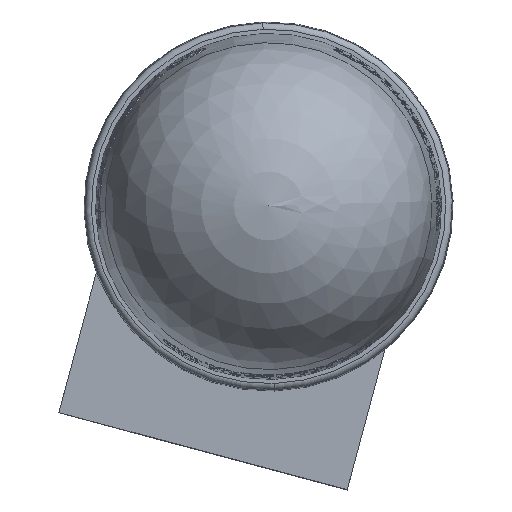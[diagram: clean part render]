
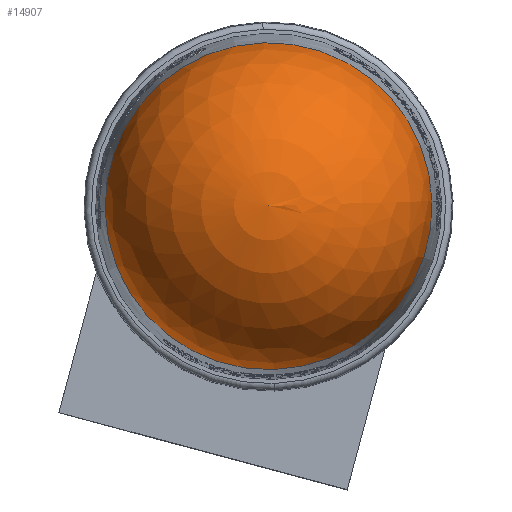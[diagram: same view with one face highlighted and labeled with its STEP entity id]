
A CAD part, top view. The second image highlights one B-rep face of the part: STEP entity #14907.
In plain terms, the highlighted spherical face has radius 25.283 mm.
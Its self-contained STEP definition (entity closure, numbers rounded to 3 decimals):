
#2327 = CARTESIAN_POINT ( 'NONE',  ( -25.182, -0.782, 30.683 ) ) ;
#3322 = CARTESIAN_POINT ( 'NONE',  ( 0., 0., 30.683 ) ) ;
#3377 = DIRECTION ( 'NONE',  ( 1., 0.031, 0. ) ) ;
#5575 = DIRECTION ( 'NONE',  ( 1., 0.031, 0. ) ) ;
#7775 = CARTESIAN_POINT ( 'NONE',  ( 0., 0., 28.567 ) ) ;
#9693 = SPHERICAL_SURFACE ( 'NONE', #18553, 25.283 ) ;
#11161 = DIRECTION ( 'NONE',  ( 0., 0., -1. ) ) ;
#14522 = ORIENTED_EDGE ( 'NONE', *, *, #19106, .F. ) ;
#14907 = ADVANCED_FACE ( 'NONE', ( #23675 ), #9693, .T. ) ;
#16743 = DIRECTION ( 'NONE',  ( 0., 0., 1. ) ) ;
#18225 = AXIS2_PLACEMENT_3D ( 'NONE', #3322, #18929, #5575 ) ;
#18553 = AXIS2_PLACEMENT_3D ( 'NONE', #7775, #16743, #3377 ) ;
#18929 = DIRECTION ( 'NONE',  ( 0., 0., -1. ) ) ;
#19106 = EDGE_CURVE ( 'NONE', #25289, #26507, #28016, .T. ) ;
#22436 = EDGE_CURVE ( 'NONE', #26507, #25289, #23401, .T. ) ;
#23401 = CIRCLE ( 'NONE', #18225, 25.194 ) ;
#23675 = FACE_OUTER_BOUND ( 'NONE', #27938, .T. ) ;
#24268 = CARTESIAN_POINT ( 'NONE',  ( 25.182, 0.782, 30.683 ) ) ;
#24510 = CARTESIAN_POINT ( 'NONE',  ( 0., 0., 30.683 ) ) ;
#25289 = VERTEX_POINT ( 'NONE', #24268 ) ;
#25852 = ORIENTED_EDGE ( 'NONE', *, *, #22436, .F. ) ;
#26507 = VERTEX_POINT ( 'NONE', #2327 ) ;
#26718 = DIRECTION ( 'NONE',  ( 1., 0.031, 0. ) ) ;
#27757 = AXIS2_PLACEMENT_3D ( 'NONE', #24510, #11161, #26718 ) ;
#27938 = EDGE_LOOP ( 'NONE', ( #14522, #25852 ) ) ;
#28016 = CIRCLE ( 'NONE', #27757, 25.194 ) ;
